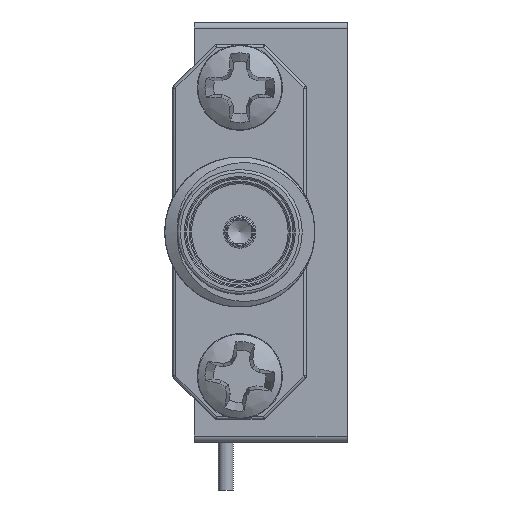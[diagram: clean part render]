
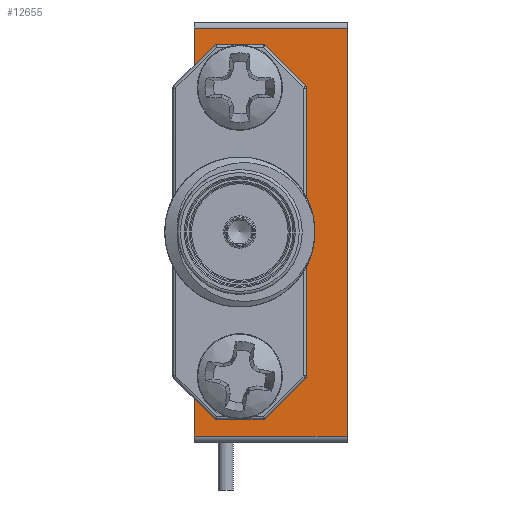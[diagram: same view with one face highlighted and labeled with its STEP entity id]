
A CAD part, left-side view. The second image highlights one B-rep face of the part: STEP entity #12655.
In plain terms, the highlighted planar face has unit normal (-1, 0, 0).
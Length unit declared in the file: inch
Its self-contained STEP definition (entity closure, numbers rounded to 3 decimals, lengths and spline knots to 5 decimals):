
#652 = VECTOR ( 'NONE', #17764, 39.37008 ) ;
#701 = VECTOR ( 'NONE', #23018, 39.37008 ) ;
#938 = VECTOR ( 'NONE', #14399, 39.37008 ) ;
#1431 = VERTEX_POINT ( 'NONE', #43152 ) ;
#1653 = CARTESIAN_POINT ( 'NONE',  ( 0., -0.178, 0.002 ) ) ;
#1861 = DIRECTION ( 'NONE',  ( 0., 0., 1. ) ) ;
#2696 = VERTEX_POINT ( 'NONE', #4267 ) ;
#2890 = ORIENTED_EDGE ( 'NONE', *, *, #41646, .T. ) ;
#3169 = EDGE_CURVE ( 'NONE', #22804, #2696, #7120, .T. ) ;
#3462 = VERTEX_POINT ( 'NONE', #34912 ) ;
#3841 = VERTEX_POINT ( 'NONE', #30131 ) ;
#4208 = CARTESIAN_POINT ( 'NONE',  ( 0., -0.285, -0.52 ) ) ;
#4267 = CARTESIAN_POINT ( 'NONE',  ( 0., -0.03, -0.372 ) ) ;
#4277 = LINE ( 'NONE', #16158, #33520 ) ;
#4366 = CARTESIAN_POINT ( 'NONE',  ( 0., -0.106, 0.0605 ) ) ;
#4408 = VERTEX_POINT ( 'NONE', #23635 ) ;
#4454 = DIRECTION ( 'NONE',  ( 0., -1., 0. ) ) ;
#4695 = CARTESIAN_POINT ( 'NONE',  ( 0., -0.03, -0.52 ) ) ;
#4977 = LINE ( 'NONE', #8851, #31594 ) ;
#7120 = LINE ( 'NONE', #40629, #652 ) ;
#7892 = LINE ( 'NONE', #4208, #26590 ) ;
#8072 = VERTEX_POINT ( 'NONE', #26261 ) ;
#8211 = EDGE_LOOP ( 'NONE', ( #44369, #26509, #40098, #34256, #47127, #38885, #36995, #2890 ) ) ;
#8851 = CARTESIAN_POINT ( 'NONE',  ( 0., -0.285, -0.53 ) ) ;
#9838 = LINE ( 'NONE', #17814, #938 ) ;
#9933 = DIRECTION ( 'NONE',  ( 0., 0., 1. ) ) ;
#11914 = EDGE_CURVE ( 'NONE', #2696, #42508, #15242, .T. ) ;
#12140 = EDGE_LOOP ( 'NONE', ( #22938 ) ) ;
#12655 = ADVANCED_FACE ( 'NONE', ( #33440, #18126, #29332 ), #36162, .T. ) ;
#13986 = CARTESIAN_POINT ( 'NONE',  ( 0., -0.285, -0.53 ) ) ;
#14254 = VECTOR ( 'NONE', #15497, 39.37008 ) ;
#14399 = DIRECTION ( 'NONE',  ( 0., 0., -1. ) ) ;
#15242 = LINE ( 'NONE', #26939, #14254 ) ;
#15497 = DIRECTION ( 'NONE',  ( 0., 0., -1. ) ) ;
#16158 = CARTESIAN_POINT ( 'NONE',  ( 0., -0.03, 0.16 ) ) ;
#16275 = CARTESIAN_POINT ( 'NONE',  ( 0., -0.106, 0.1035 ) ) ;
#17764 = DIRECTION ( 'NONE',  ( 0., 1., 0. ) ) ;
#17814 = CARTESIAN_POINT ( 'NONE',  ( 0., -0.03, 0.17 ) ) ;
#18126 = FACE_BOUND ( 'NONE', #34661, .T. ) ;
#19267 = EDGE_CURVE ( 'NONE', #42508, #3462, #7892, .T. ) ;
#21702 = EDGE_CURVE ( 'NONE', #8072, #8072, #41191, .T. ) ;
#22804 = VERTEX_POINT ( 'NONE', #30857 ) ;
#22938 = ORIENTED_EDGE ( 'NONE', *, *, #21702, .F. ) ;
#23018 = DIRECTION ( 'NONE',  ( 0., 0., -1. ) ) ;
#23048 = DIRECTION ( 'NONE',  ( -1., 0., 0. ) ) ;
#23511 = ORIENTED_EDGE ( 'NONE', *, *, #28639, .F. ) ;
#23635 = CARTESIAN_POINT ( 'NONE',  ( 0., -0.03, 0.012 ) ) ;
#23965 = EDGE_CURVE ( 'NONE', #1431, #31331, #4277, .T. ) ;
#24506 = CARTESIAN_POINT ( 'NONE',  ( 0., -0.106, -0.4205 ) ) ;
#26261 = CARTESIAN_POINT ( 'NONE',  ( 0., -0.106, -0.3775 ) ) ;
#26509 = ORIENTED_EDGE ( 'NONE', *, *, #3169, .T. ) ;
#26590 = VECTOR ( 'NONE', #4454, 39.37008 ) ;
#26939 = CARTESIAN_POINT ( 'NONE',  ( 0., -0.03, -0.362 ) ) ;
#28639 = EDGE_CURVE ( 'NONE', #38430, #38430, #33060, .T. ) ;
#28856 = DIRECTION ( 'NONE',  ( -1., 0., 0. ) ) ;
#29332 = FACE_OUTER_BOUND ( 'NONE', #8211, .T. ) ;
#29737 = DIRECTION ( 'NONE',  ( 0., -1., 0. ) ) ;
#30131 = CARTESIAN_POINT ( 'NONE',  ( 0., -0.178, 0.012 ) ) ;
#30238 = DIRECTION ( 'NONE',  ( 0., 0., 1. ) ) ;
#30713 = AXIS2_PLACEMENT_3D ( 'NONE', #4366, #23048, #1861 ) ;
#30857 = CARTESIAN_POINT ( 'NONE',  ( 0., -0.178, -0.372 ) ) ;
#31331 = VERTEX_POINT ( 'NONE', #41573 ) ;
#31594 = VECTOR ( 'NONE', #30238, 39.37008 ) ;
#33060 = CIRCLE ( 'NONE', #30713, 0.043 ) ;
#33440 = FACE_BOUND ( 'NONE', #12140, .T. ) ;
#33520 = VECTOR ( 'NONE', #33924, 39.37008 ) ;
#33924 = DIRECTION ( 'NONE',  ( 0., 1., 0. ) ) ;
#34256 = ORIENTED_EDGE ( 'NONE', *, *, #19267, .T. ) ;
#34661 = EDGE_LOOP ( 'NONE', ( #23511 ) ) ;
#34912 = CARTESIAN_POINT ( 'NONE',  ( 0., -0.285, -0.52 ) ) ;
#34936 = LINE ( 'NONE', #1653, #701 ) ;
#35487 = EDGE_CURVE ( 'NONE', #31331, #4408, #9838, .T. ) ;
#35692 = DIRECTION ( 'NONE',  ( -1., 0., 0. ) ) ;
#36162 = PLANE ( 'NONE',  #45334 ) ;
#36995 = ORIENTED_EDGE ( 'NONE', *, *, #35487, .T. ) ;
#38180 = VECTOR ( 'NONE', #29737, 39.37008 ) ;
#38430 = VERTEX_POINT ( 'NONE', #16275 ) ;
#38885 = ORIENTED_EDGE ( 'NONE', *, *, #23965, .T. ) ;
#39030 = EDGE_CURVE ( 'NONE', #3841, #22804, #34936, .T. ) ;
#40098 = ORIENTED_EDGE ( 'NONE', *, *, #11914, .T. ) ;
#40443 = LINE ( 'NONE', #44326, #38180 ) ;
#40629 = CARTESIAN_POINT ( 'NONE',  ( 0., -0.03, -0.372 ) ) ;
#41191 = CIRCLE ( 'NONE', #46692, 0.043 ) ;
#41573 = CARTESIAN_POINT ( 'NONE',  ( 0., -0.03, 0.16 ) ) ;
#41646 = EDGE_CURVE ( 'NONE', #4408, #3841, #40443, .T. ) ;
#42508 = VERTEX_POINT ( 'NONE', #4695 ) ;
#43152 = CARTESIAN_POINT ( 'NONE',  ( 0., -0.285, 0.16 ) ) ;
#44145 = DIRECTION ( 'NONE',  ( 0., 0., 1. ) ) ;
#44326 = CARTESIAN_POINT ( 'NONE',  ( 0., -0.178, 0.012 ) ) ;
#44369 = ORIENTED_EDGE ( 'NONE', *, *, #39030, .T. ) ;
#44623 = EDGE_CURVE ( 'NONE', #3462, #1431, #4977, .T. ) ;
#45334 = AXIS2_PLACEMENT_3D ( 'NONE', #13986, #28856, #44145 ) ;
#46692 = AXIS2_PLACEMENT_3D ( 'NONE', #24506, #35692, #9933 ) ;
#47127 = ORIENTED_EDGE ( 'NONE', *, *, #44623, .T. ) ;
